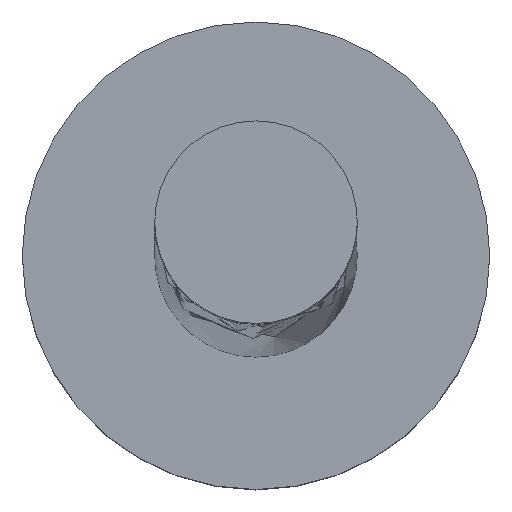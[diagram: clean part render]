
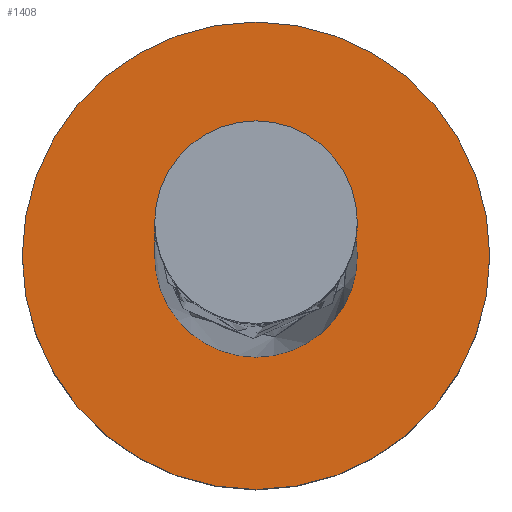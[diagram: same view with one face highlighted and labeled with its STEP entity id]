
A CAD part, top view. The second image highlights one B-rep face of the part: STEP entity #1408.
In plain terms, the highlighted planar face has unit normal (0, 0, 1).
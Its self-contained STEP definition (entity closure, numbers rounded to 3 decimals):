
#53 = DIRECTION ( 'NONE',  ( 1., 0., 0. ) ) ;
#58 = CARTESIAN_POINT ( 'NONE',  ( 0., 0., 1.5 ) ) ;
#77 = CIRCLE ( 'NONE', #354, 1.5 ) ;
#156 = EDGE_CURVE ( 'NONE', #596, #399, #1063, .T. ) ;
#170 = CARTESIAN_POINT ( 'NONE',  ( 0., 0., 1.5 ) ) ;
#176 = AXIS2_PLACEMENT_3D ( 'NONE', #58, #650, #528 ) ;
#200 = EDGE_CURVE ( 'NONE', #1028, #846, #77, .T. ) ;
#300 = DIRECTION ( 'NONE',  ( 1., 0., 0. ) ) ;
#304 = DIRECTION ( 'NONE',  ( 0., 0., 1. ) ) ;
#310 = CARTESIAN_POINT ( 'NONE',  ( -1.5, 0., 1.5 ) ) ;
#344 = ORIENTED_EDGE ( 'NONE', *, *, #647, .T. ) ;
#354 = AXIS2_PLACEMENT_3D ( 'NONE', #421, #304, #53 ) ;
#399 = VERTEX_POINT ( 'NONE', #723 ) ;
#413 = FACE_OUTER_BOUND ( 'NONE', #1099, .T. ) ;
#421 = CARTESIAN_POINT ( 'NONE',  ( 0., 0., 1.5 ) ) ;
#452 = ORIENTED_EDGE ( 'NONE', *, *, #200, .T. ) ;
#496 = CARTESIAN_POINT ( 'NONE',  ( 0., 0., 1.5 ) ) ;
#528 = DIRECTION ( 'NONE',  ( 1., 0., 0. ) ) ;
#596 = VERTEX_POINT ( 'NONE', #990 ) ;
#610 = AXIS2_PLACEMENT_3D ( 'NONE', #170, #1193, #1075 ) ;
#647 = EDGE_CURVE ( 'NONE', #846, #1028, #981, .T. ) ;
#650 = DIRECTION ( 'NONE',  ( 0., 0., 1. ) ) ;
#698 = AXIS2_PLACEMENT_3D ( 'NONE', #873, #1414, #300 ) ;
#723 = CARTESIAN_POINT ( 'NONE',  ( 0.65, 0., 1.5 ) ) ;
#846 = VERTEX_POINT ( 'NONE', #310 ) ;
#854 = ORIENTED_EDGE ( 'NONE', *, *, #156, .F. ) ;
#873 = CARTESIAN_POINT ( 'NONE',  ( 0., 0., 1.5 ) ) ;
#948 = DIRECTION ( 'NONE',  ( 0., 0., 1. ) ) ;
#981 = CIRCLE ( 'NONE', #610, 1.5 ) ;
#990 = CARTESIAN_POINT ( 'NONE',  ( -0.65, 0., 1.5 ) ) ;
#1028 = VERTEX_POINT ( 'NONE', #1036 ) ;
#1036 = CARTESIAN_POINT ( 'NONE',  ( 1.5, 0., 1.5 ) ) ;
#1063 = CIRCLE ( 'NONE', #176, 0.65 ) ;
#1075 = DIRECTION ( 'NONE',  ( 1., 0., 0. ) ) ;
#1087 = ORIENTED_EDGE ( 'NONE', *, *, #1352, .F. ) ;
#1099 = EDGE_LOOP ( 'NONE', ( #344, #452 ) ) ;
#1122 = AXIS2_PLACEMENT_3D ( 'NONE', #496, #948, #1378 ) ;
#1193 = DIRECTION ( 'NONE',  ( 0., 0., 1. ) ) ;
#1265 = CIRCLE ( 'NONE', #1122, 0.65 ) ;
#1308 = PLANE ( 'NONE',  #698 ) ;
#1328 = EDGE_LOOP ( 'NONE', ( #854, #1087 ) ) ;
#1352 = EDGE_CURVE ( 'NONE', #399, #596, #1265, .T. ) ;
#1378 = DIRECTION ( 'NONE',  ( 1., 0., 0. ) ) ;
#1405 = FACE_BOUND ( 'NONE', #1328, .T. ) ;
#1408 = ADVANCED_FACE ( 'NONE', ( #1405, #413 ), #1308, .T. ) ;
#1414 = DIRECTION ( 'NONE',  ( 0., 0., 1. ) ) ;
